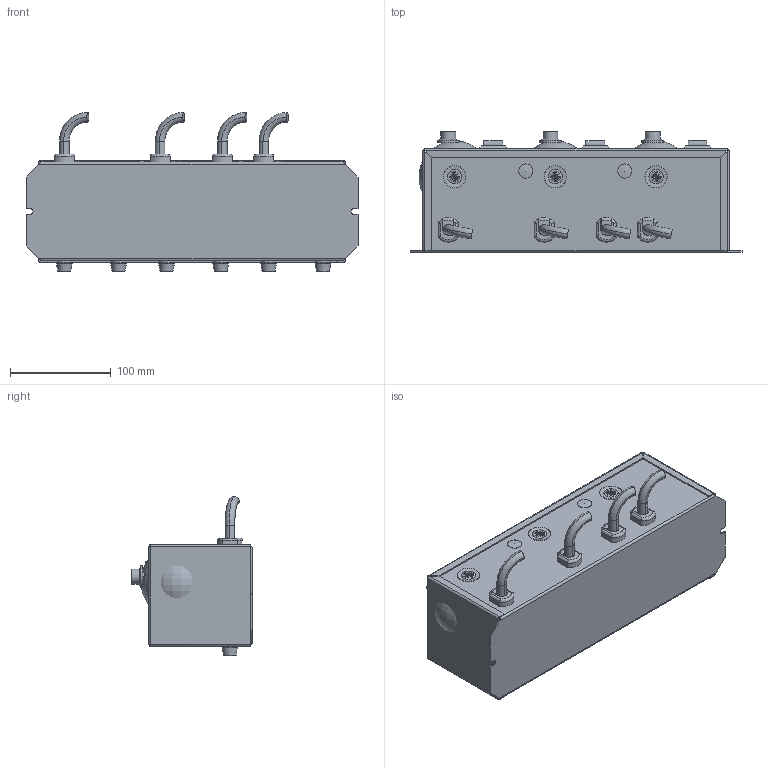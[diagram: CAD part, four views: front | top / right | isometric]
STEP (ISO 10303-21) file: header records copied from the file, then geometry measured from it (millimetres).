
FILE_DESCRIPTION (( 'STEP AP214' ), '1' );
FILE_NAME ('pn 121-000-8777_model FC-112-240 Plus_240V.STEP', '2026-02-11T22:07:01', ( '' ), ( '' ), 'SwSTEP 2.0', 'SolidWorks 2022', '' );
FILE_SCHEMA (( 'AUTOMOTIVE_DESIGN' ));
Length unit declared in the file: inch
Products named in the file (12): SWITCH_220V_DEFAULT; CORD_DEFAULT; 102-000-0197_DEFAULT; FC-TRIPLE-120V-ENCLOSURE-BOTTOM_DEFAULT; KNOCKOUT-.880_DEFAULT; CONTROL KNOB_DEFAULT; KNOCKOUT .555_DEFAULT; pn 121-000-8777_model FC-112-240 Plus_240V; 106-000-0022-FUSE-3D; 112-000-0057-3D_DEFAULT; FC-TRIPLE-120V-ENCLOSURE-TOP_DEFAULT; FC-TRIPLE-120V-ENCLOSURE-BLANK
Assembly tree (29 placements, depth 3):
  pn 121-000-8777_model FC-112-240 Plus_240V
    FC-TRIPLE-120V-ENCLOSURE-BLANK
      FC-TRIPLE-120V-ENCLOSURE-BOTTOM_DEFAULT
      FC-TRIPLE-120V-ENCLOSURE-TOP_DEFAULT
    102-000-0197_DEFAULT
    112-000-0057-3D_DEFAULT  x4
    CORD_DEFAULT  x4
    KNOCKOUT-.880_DEFAULT  x3
    CONTROL KNOB_DEFAULT  x3
    106-000-0022-FUSE-3D  x6
    SWITCH_220V_DEFAULT  x3
    KNOCKOUT .555_DEFAULT  x2
Bounding box: 330.2 x 119.95 x 158.15 mm (x, y, z)
Volume: 829735.2 mm3; surface area: 393095.7 mm2
Topology: 32 solids, 32 shells, 1337 faces, 3331 edges, 2183 vertices
Faces by surface type: plane 783, bspline 364, cylinder 130, torus 48, cone 12
Full cylindrical faces by diameter (mm): 9.525 x3, 10.922 x3, 12.7 x6, 14.097 x2, 14.732 x3, 15.494 x6, 17.399 x3, 21.463 x3, 22.377 x3
Entity records: 54565 total; most frequent: CARTESIAN_POINT 28707, ORIENTED_EDGE 5720, DIRECTION 3799, EDGE_CURVE 2860, VECTOR 1929, LINE 1929, VERTEX_POINT 1897, EDGE_LOOP 1229
